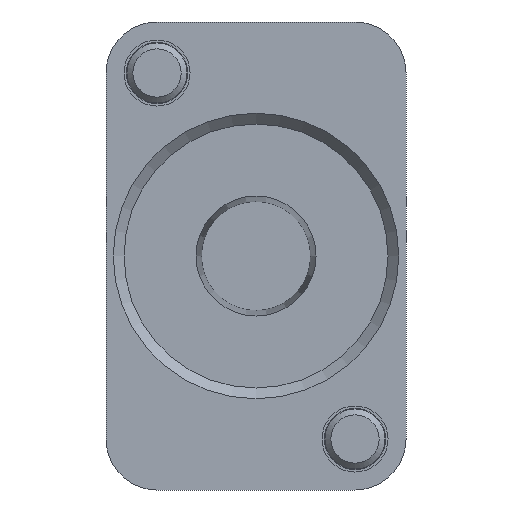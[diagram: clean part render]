
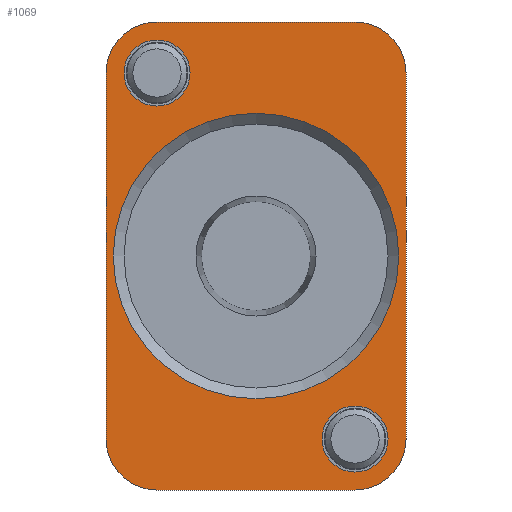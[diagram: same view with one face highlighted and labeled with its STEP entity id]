
A CAD part, front view. The second image highlights one B-rep face of the part: STEP entity #1069.
In plain terms, the highlighted planar face has unit normal (0, -1, 0).
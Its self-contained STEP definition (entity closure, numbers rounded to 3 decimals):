
#76=LINE('',#1700,#148);
#80=LINE('',#1708,#152);
#89=LINE('',#1741,#161);
#95=LINE('',#1756,#167);
#148=VECTOR('',#1346,1000.);
#152=VECTOR('',#1352,1000.);
#161=VECTOR('',#1379,1000.);
#167=VECTOR('',#1393,1000.);
#212=PLANE('',#1195);
#337=ORIENTED_EDGE('',*,*,#601,.T.);
#338=ORIENTED_EDGE('',*,*,#602,.T.);
#339=ORIENTED_EDGE('',*,*,#603,.T.);
#340=ORIENTED_EDGE('',*,*,#555,.F.);
#341=ORIENTED_EDGE('',*,*,#563,.F.);
#342=ORIENTED_EDGE('',*,*,#600,.F.);
#343=ORIENTED_EDGE('',*,*,#587,.F.);
#344=ORIENTED_EDGE('',*,*,#583,.F.);
#345=ORIENTED_EDGE('',*,*,#579,.F.);
#346=ORIENTED_EDGE('',*,*,#599,.F.);
#347=ORIENTED_EDGE('',*,*,#559,.F.);
#555=EDGE_CURVE('',#696,#697,#779,.T.);
#559=EDGE_CURVE('',#697,#699,#76,.T.);
#563=EDGE_CURVE('',#701,#696,#80,.T.);
#579=EDGE_CURVE('',#712,#713,#89,.T.);
#583=EDGE_CURVE('',#713,#716,#787,.T.);
#587=EDGE_CURVE('',#716,#718,#95,.T.);
#599=EDGE_CURVE('',#699,#712,#792,.T.);
#600=EDGE_CURVE('',#718,#701,#793,.T.);
#601=EDGE_CURVE('',#726,#726,#794,.T.);
#602=EDGE_CURVE('',#727,#727,#795,.T.);
#603=EDGE_CURVE('',#728,#728,#796,.T.);
#696=VERTEX_POINT('',#1692);
#697=VERTEX_POINT('',#1694);
#699=VERTEX_POINT('',#1701);
#701=VERTEX_POINT('',#1707);
#712=VERTEX_POINT('',#1740);
#713=VERTEX_POINT('',#1742);
#716=VERTEX_POINT('',#1750);
#718=VERTEX_POINT('',#1757);
#726=VERTEX_POINT('',#1787);
#727=VERTEX_POINT('',#1789);
#728=VERTEX_POINT('',#1791);
#779=CIRCLE('',#1169,4.25);
#787=CIRCLE('',#1183,4.25);
#792=CIRCLE('',#1192,4.25);
#793=CIRCLE('',#1194,4.25);
#794=CIRCLE('',#1196,11.9);
#795=CIRCLE('',#1197,2.75);
#796=CIRCLE('',#1198,2.75);
#849=EDGE_LOOP('',(#337));
#850=EDGE_LOOP('',(#338));
#851=EDGE_LOOP('',(#339));
#852=EDGE_LOOP('',(#340,#341,#342,#343,#344,#345,#346,#347));
#951=FACE_BOUND('',#849,.T.);
#952=FACE_BOUND('',#850,.T.);
#953=FACE_BOUND('',#851,.T.);
#954=FACE_BOUND('',#852,.T.);
#1069=ADVANCED_FACE('',(#951,#952,#953,#954),#212,.F.);
#1169=AXIS2_PLACEMENT_3D('',#1693,#1339,#1340);
#1183=AXIS2_PLACEMENT_3D('',#1749,#1386,#1387);
#1192=AXIS2_PLACEMENT_3D('',#1782,#1414,#1415);
#1194=AXIS2_PLACEMENT_3D('',#1784,#1418,#1419);
#1195=AXIS2_PLACEMENT_3D('',#1785,#1420,#1421);
#1196=AXIS2_PLACEMENT_3D('',#1786,#1422,#1423);
#1197=AXIS2_PLACEMENT_3D('',#1788,#1424,#1425);
#1198=AXIS2_PLACEMENT_3D('',#1790,#1426,#1427);
#1339=DIRECTION('',(0.,1.,0.));
#1340=DIRECTION('',(1.,0.,0.));
#1346=DIRECTION('',(0.,0.,1.));
#1352=DIRECTION('',(-1.,0.,0.));
#1379=DIRECTION('',(1.,0.,0.));
#1386=DIRECTION('',(0.,1.,0.));
#1387=DIRECTION('',(1.,0.,0.));
#1393=DIRECTION('',(0.,0.,-1.));
#1414=DIRECTION('',(0.,1.,0.));
#1415=DIRECTION('',(1.,0.,0.));
#1418=DIRECTION('',(0.,1.,0.));
#1419=DIRECTION('',(1.,0.,0.));
#1420=DIRECTION('',(0.,1.,0.));
#1421=DIRECTION('',(0.,0.,1.));
#1422=DIRECTION('',(0.,1.,0.));
#1423=DIRECTION('',(0.,0.,1.));
#1424=DIRECTION('',(0.,1.,0.));
#1425=DIRECTION('',(1.,0.,0.));
#1426=DIRECTION('',(0.,1.,0.));
#1427=DIRECTION('',(1.,0.,0.));
#1692=CARTESIAN_POINT('',(-15.25,0.,-12.5));
#1693=CARTESIAN_POINT('',(-15.25,0.,-8.25));
#1694=CARTESIAN_POINT('',(-19.5,0.,-8.25));
#1700=CARTESIAN_POINT('',(-19.5,0.,-8.25));
#1701=CARTESIAN_POINT('',(-19.5,0.,8.25));
#1707=CARTESIAN_POINT('',(15.25,0.,-12.5));
#1708=CARTESIAN_POINT('',(15.25,0.,-12.5));
#1740=CARTESIAN_POINT('',(-15.25,0.,12.5));
#1741=CARTESIAN_POINT('',(-15.25,0.,12.5));
#1742=CARTESIAN_POINT('',(15.25,0.,12.5));
#1749=CARTESIAN_POINT('',(15.25,0.,8.25));
#1750=CARTESIAN_POINT('',(19.5,0.,8.25));
#1756=CARTESIAN_POINT('',(19.5,0.,8.25));
#1757=CARTESIAN_POINT('',(19.5,0.,-8.25));
#1782=CARTESIAN_POINT('',(-15.25,0.,8.25));
#1784=CARTESIAN_POINT('',(15.25,0.,-8.25));
#1785=CARTESIAN_POINT('',(-15.25,0.,-8.25));
#1786=CARTESIAN_POINT('',(0.,0.,0.));
#1787=CARTESIAN_POINT('',(0.,0.,11.9));
#1788=CARTESIAN_POINT('',(-15.25,0.,-8.25));
#1789=CARTESIAN_POINT('',(-12.5,0.,-8.25));
#1790=CARTESIAN_POINT('',(15.25,0.,8.25));
#1791=CARTESIAN_POINT('',(18.,0.,8.25));
